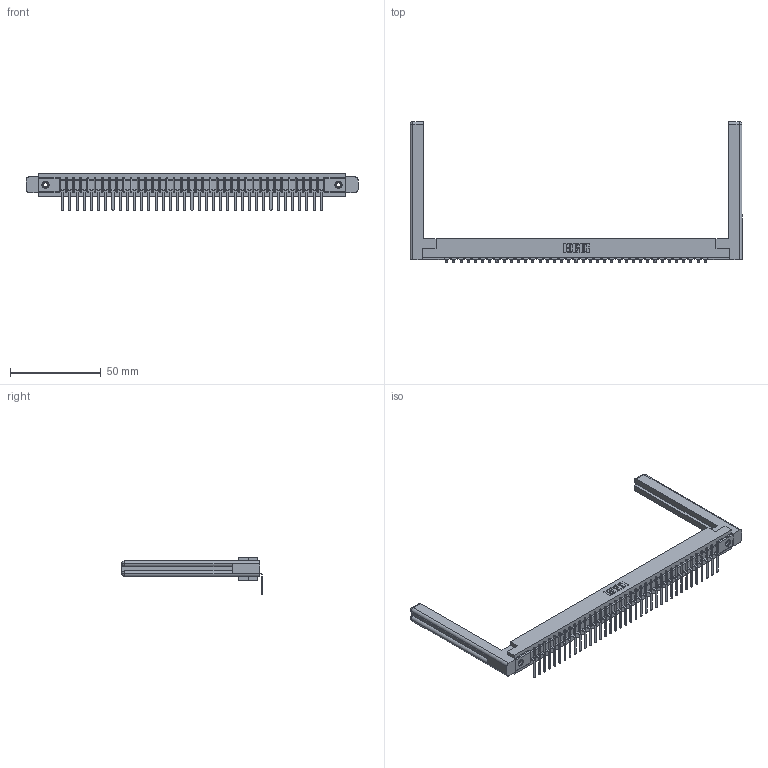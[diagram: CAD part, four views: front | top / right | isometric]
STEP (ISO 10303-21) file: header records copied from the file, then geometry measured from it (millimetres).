
FILE_DESCRIPTION (( 'STEP AP203' ), '1' );
FILE_NAME ('357-037-457-158.STEP', '2020-10-02T19:59:02', ( '' ), ( '' ), 'SwSTEP 2.0', 'SolidWorks 2020', '' );
FILE_SCHEMA (( 'CONFIG_CONTROL_DESIGN' ));
Length unit declared in the file: inch
Products named in the file (5): 307-290-002_557; 307 Part_.156 Dia Mounting Holes; 345-250-001_345-250-001-102; 357-037-457-158; 307-220-058
Assembly tree (42 placements, depth 2):
  357-037-457-158
    307 Part_.156 Dia Mounting Holes
    307-290-002_557  x37
    307-220-058  x2
    345-250-001_345-250-001-102  x2
Bounding box: 183.24 x 77.64 x 20.66 mm (x, y, z)
Volume: 26791.3 mm3; surface area: 30104.9 mm2
Topology: 42 solids, 42 shells, 3184 faces, 9705 edges, 6354 vertices
Faces by surface type: plane 1893, cylinder 1191, sphere 76, torus 12, cone 12
Entity records: 35823 total; most frequent: CARTESIAN_POINT 6051, ORIENTED_EDGE 5980, DIRECTION 5842, EDGE_CURVE 2990, LINE 2284, VECTOR 2284, VERTEX_POINT 1934, AXIS2_PLACEMENT_3D 1779
